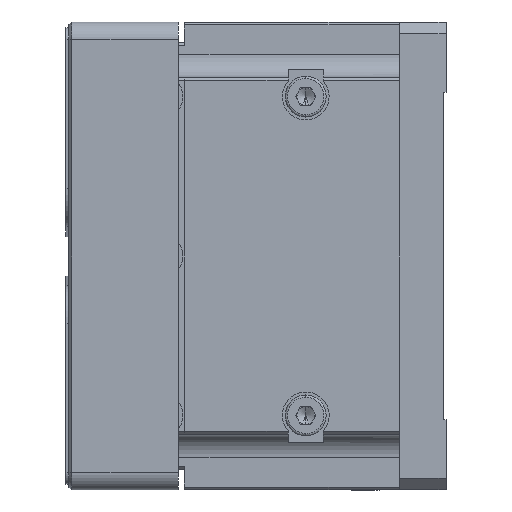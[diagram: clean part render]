
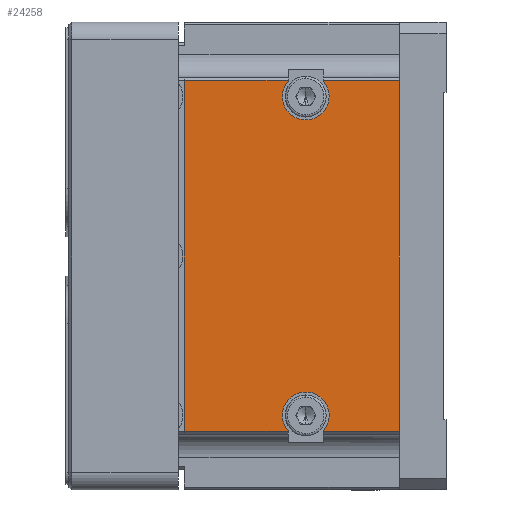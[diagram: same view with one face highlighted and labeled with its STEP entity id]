
A CAD part, left-side view. The second image highlights one B-rep face of the part: STEP entity #24258.
In plain terms, the highlighted planar face has unit normal (-1, 0, 0).
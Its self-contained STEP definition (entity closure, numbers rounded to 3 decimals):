
#116 = VERTEX_POINT ( 'NONE', #12913 ) ;
#565 = CARTESIAN_POINT ( 'NONE',  ( -40., 21., -30. ) ) ;
#655 = VERTEX_POINT ( 'NONE', #26968 ) ;
#734 = CARTESIAN_POINT ( 'NONE',  ( -40., 44.75, 30. ) ) ;
#849 = ORIENTED_EDGE ( 'NONE', *, *, #14182, .F. ) ;
#1270 = VECTOR ( 'NONE', #10489, 1000. ) ;
#2488 = DIRECTION ( 'NONE',  ( 0., 0., 1. ) ) ;
#3036 = DIRECTION ( 'NONE',  ( 0., 1., 0. ) ) ;
#3175 = LINE ( 'NONE', #23647, #16491 ) ;
#3520 = VERTEX_POINT ( 'NONE', #28477 ) ;
#4419 = LINE ( 'NONE', #13065, #20908 ) ;
#5311 = ORIENTED_EDGE ( 'NONE', *, *, #11371, .F. ) ;
#5519 = EDGE_CURVE ( 'NONE', #655, #8013, #32411, .T. ) ;
#5630 = CARTESIAN_POINT ( 'NONE',  ( -40., 24., 27.25 ) ) ;
#6222 = LINE ( 'NONE', #31773, #7804 ) ;
#7189 = VERTEX_POINT ( 'NONE', #20539 ) ;
#7241 = CARTESIAN_POINT ( 'NONE',  ( -40., 21., 29.896 ) ) ;
#7297 = VECTOR ( 'NONE', #32037, 1000. ) ;
#7374 = ORIENTED_EDGE ( 'NONE', *, *, #28127, .F. ) ;
#7385 = CARTESIAN_POINT ( 'NONE',  ( -40., 24., -23.25 ) ) ;
#7553 = CARTESIAN_POINT ( 'NONE',  ( -40., 58., -40. ) ) ;
#7804 = VECTOR ( 'NONE', #3036, 1000. ) ;
#8013 = VERTEX_POINT ( 'NONE', #734 ) ;
#8543 = LINE ( 'NONE', #29005, #21342 ) ;
#8638 = DIRECTION ( 'NONE',  ( 0., 0., 1. ) ) ;
#8699 = DIRECTION ( 'NONE',  ( 0., 0., -1. ) ) ;
#9383 = ORIENTED_EDGE ( 'NONE', *, *, #10829, .F. ) ;
#9615 = LINE ( 'NONE', #21068, #30399 ) ;
#9786 = CIRCLE ( 'NONE', #26596, 4. ) ;
#10102 = AXIS2_PLACEMENT_3D ( 'NONE', #31945, #20290, #28759 ) ;
#10322 = EDGE_CURVE ( 'NONE', #116, #7189, #35845, .T. ) ;
#10367 = FACE_OUTER_BOUND ( 'NONE', #12358, .T. ) ;
#10489 = DIRECTION ( 'NONE',  ( 0., 0., -1. ) ) ;
#10829 = EDGE_CURVE ( 'NONE', #32858, #13371, #17546, .T. ) ;
#10950 = CARTESIAN_POINT ( 'NONE',  ( -40., 24., -27.25 ) ) ;
#11371 = EDGE_CURVE ( 'NONE', #34879, #116, #31112, .T. ) ;
#11420 = ORIENTED_EDGE ( 'NONE', *, *, #5519, .F. ) ;
#11766 = ORIENTED_EDGE ( 'NONE', *, *, #37122, .F. ) ;
#11778 = VERTEX_POINT ( 'NONE', #31357 ) ;
#11904 = CARTESIAN_POINT ( 'NONE',  ( -40., 21., -40. ) ) ;
#12358 = EDGE_LOOP ( 'NONE', ( #11420, #32602, #36643, #5311, #32028, #9383, #36510, #15934, #7374, #11766, #21615, #22971, #849 ) ) ;
#12913 = CARTESIAN_POINT ( 'NONE',  ( -40., 27., -29.896 ) ) ;
#13065 = CARTESIAN_POINT ( 'NONE',  ( -40., 21., -40. ) ) ;
#13371 = VERTEX_POINT ( 'NONE', #16842 ) ;
#13784 = VECTOR ( 'NONE', #23325, 1000. ) ;
#14182 = EDGE_CURVE ( 'NONE', #8013, #3520, #8543, .T. ) ;
#14708 = VERTEX_POINT ( 'NONE', #15045 ) ;
#14869 = LINE ( 'NONE', #23141, #13784 ) ;
#14951 = VECTOR ( 'NONE', #34976, 1000. ) ;
#15045 = CARTESIAN_POINT ( 'NONE',  ( -40., 27., 29.896 ) ) ;
#15487 = CARTESIAN_POINT ( 'NONE',  ( -40., 8., 30. ) ) ;
#15934 = ORIENTED_EDGE ( 'NONE', *, *, #31141, .T. ) ;
#16491 = VECTOR ( 'NONE', #18024, 1000. ) ;
#16842 = CARTESIAN_POINT ( 'NONE',  ( -40., 21., -29.896 ) ) ;
#17108 = DIRECTION ( 'NONE',  ( -1., 0., 0. ) ) ;
#17402 = EDGE_CURVE ( 'NONE', #14708, #25796, #9786, .T. ) ;
#17546 = LINE ( 'NONE', #11904, #14951 ) ;
#17867 = EDGE_CURVE ( 'NONE', #3520, #14708, #37075, .T. ) ;
#18024 = DIRECTION ( 'NONE',  ( 0., -1., 0. ) ) ;
#19011 = DIRECTION ( 'NONE',  ( 1., 0., 0. ) ) ;
#20290 = DIRECTION ( 'NONE',  ( -1., 0., 0. ) ) ;
#20539 = CARTESIAN_POINT ( 'NONE',  ( -40., 27., -30. ) ) ;
#20577 = CARTESIAN_POINT ( 'NONE',  ( -40., 44.75, -40. ) ) ;
#20908 = VECTOR ( 'NONE', #27720, 1000. ) ;
#21068 = CARTESIAN_POINT ( 'NONE',  ( -40., 58., -30. ) ) ;
#21342 = VECTOR ( 'NONE', #26369, 1000. ) ;
#21615 = ORIENTED_EDGE ( 'NONE', *, *, #17402, .F. ) ;
#22392 = DIRECTION ( 'NONE',  ( -1., 0., 0. ) ) ;
#22971 = ORIENTED_EDGE ( 'NONE', *, *, #17867, .F. ) ;
#23141 = CARTESIAN_POINT ( 'NONE',  ( -40., 8., 0. ) ) ;
#23325 = DIRECTION ( 'NONE',  ( 0., 0., 1. ) ) ;
#23387 = CARTESIAN_POINT ( 'NONE',  ( -40., 8., -30. ) ) ;
#23647 = CARTESIAN_POINT ( 'NONE',  ( -40., 58., 30. ) ) ;
#24151 = EDGE_CURVE ( 'NONE', #7189, #655, #9615, .T. ) ;
#24258 = ADVANCED_FACE ( 'NONE', ( #10367 ), #35711, .F. ) ;
#25122 = VERTEX_POINT ( 'NONE', #23387 ) ;
#25796 = VERTEX_POINT ( 'NONE', #7241 ) ;
#25994 = CARTESIAN_POINT ( 'NONE',  ( -40., 27., -40. ) ) ;
#26369 = DIRECTION ( 'NONE',  ( 0., -1., 0. ) ) ;
#26596 = AXIS2_PLACEMENT_3D ( 'NONE', #5630, #17108, #8638 ) ;
#26968 = CARTESIAN_POINT ( 'NONE',  ( -40., 44.75, -30. ) ) ;
#27720 = DIRECTION ( 'NONE',  ( 0., 0., 1. ) ) ;
#28127 = EDGE_CURVE ( 'NONE', #11778, #31896, #3175, .T. ) ;
#28477 = CARTESIAN_POINT ( 'NONE',  ( -40., 27., 30. ) ) ;
#28759 = DIRECTION ( 'NONE',  ( 0., 0., 1. ) ) ;
#29005 = CARTESIAN_POINT ( 'NONE',  ( -40., 58., 30. ) ) ;
#29248 = AXIS2_PLACEMENT_3D ( 'NONE', #7553, #19011, #30462 ) ;
#30399 = VECTOR ( 'NONE', #32545, 1000. ) ;
#30462 = DIRECTION ( 'NONE',  ( 0., 0., -1. ) ) ;
#31112 = CIRCLE ( 'NONE', #10102, 4. ) ;
#31141 = EDGE_CURVE ( 'NONE', #25122, #31896, #14869, .T. ) ;
#31184 = EDGE_CURVE ( 'NONE', #25122, #32858, #6222, .T. ) ;
#31357 = CARTESIAN_POINT ( 'NONE',  ( -40., 21., 30. ) ) ;
#31773 = CARTESIAN_POINT ( 'NONE',  ( -40., 58., -30. ) ) ;
#31866 = CIRCLE ( 'NONE', #34238, 4. ) ;
#31896 = VERTEX_POINT ( 'NONE', #15487 ) ;
#31945 = CARTESIAN_POINT ( 'NONE',  ( -40., 24., -27.25 ) ) ;
#32028 = ORIENTED_EDGE ( 'NONE', *, *, #36329, .F. ) ;
#32037 = DIRECTION ( 'NONE',  ( 0., 0., 1. ) ) ;
#32411 = LINE ( 'NONE', #20577, #7297 ) ;
#32545 = DIRECTION ( 'NONE',  ( 0., 1., 0. ) ) ;
#32602 = ORIENTED_EDGE ( 'NONE', *, *, #24151, .F. ) ;
#32858 = VERTEX_POINT ( 'NONE', #565 ) ;
#33217 = CARTESIAN_POINT ( 'NONE',  ( -40., 27., -40. ) ) ;
#34238 = AXIS2_PLACEMENT_3D ( 'NONE', #10950, #22392, #2488 ) ;
#34879 = VERTEX_POINT ( 'NONE', #7385 ) ;
#34976 = DIRECTION ( 'NONE',  ( 0., 0., 1. ) ) ;
#35711 = PLANE ( 'NONE',  #29248 ) ;
#35845 = LINE ( 'NONE', #33217, #1270 ) ;
#36329 = EDGE_CURVE ( 'NONE', #13371, #34879, #31866, .T. ) ;
#36510 = ORIENTED_EDGE ( 'NONE', *, *, #31184, .F. ) ;
#36643 = ORIENTED_EDGE ( 'NONE', *, *, #10322, .F. ) ;
#36799 = VECTOR ( 'NONE', #8699, 1000. ) ;
#37075 = LINE ( 'NONE', #25994, #36799 ) ;
#37122 = EDGE_CURVE ( 'NONE', #25796, #11778, #4419, .T. ) ;
